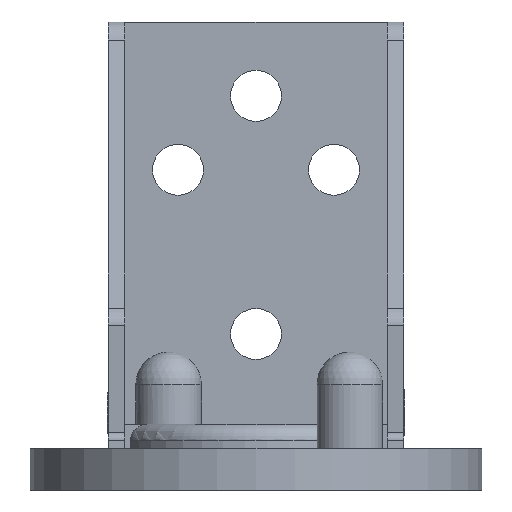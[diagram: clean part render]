
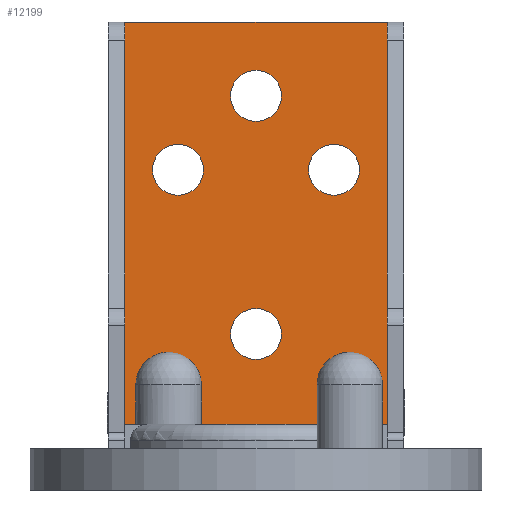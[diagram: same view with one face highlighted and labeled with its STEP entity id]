
A CAD part, front view. The second image highlights one B-rep face of the part: STEP entity #12199.
In plain terms, the highlighted planar face has unit normal (0, -1, 0).
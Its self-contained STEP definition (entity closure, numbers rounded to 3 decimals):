
#79=FACE_BOUND('',#1750,.T.);
#80=FACE_BOUND('',#1751,.T.);
#81=FACE_BOUND('',#1752,.T.);
#82=FACE_BOUND('',#1753,.T.);
#403=CIRCLE('',#12909,3.1);
#405=CIRCLE('',#12912,3.1);
#407=CIRCLE('',#12915,3.1);
#408=CIRCLE('',#12917,3.1);
#1087=FACE_OUTER_BOUND('',#1749,.T.);
#1749=EDGE_LOOP('',(#10388,#10389,#10390,#10391));
#1750=EDGE_LOOP('',(#10392));
#1751=EDGE_LOOP('',(#10393));
#1752=EDGE_LOOP('',(#10394));
#1753=EDGE_LOOP('',(#10395));
#3086=LINE('',#20453,#4435);
#3099=LINE('',#20487,#4448);
#3105=LINE('',#20499,#4454);
#3118=LINE('',#20547,#4467);
#4435=VECTOR('',#15956,10.);
#4448=VECTOR('',#15993,10.);
#4454=VECTOR('',#16003,10.);
#4467=VECTOR('',#16048,10.);
#5399=VERTEX_POINT('',#20067);
#5401=VERTEX_POINT('',#20073);
#5403=VERTEX_POINT('',#20079);
#5404=VERTEX_POINT('',#20083);
#5527=VERTEX_POINT('',#20450);
#5528=VERTEX_POINT('',#20452);
#5537=VERTEX_POINT('',#20486);
#5541=VERTEX_POINT('',#20498);
#6940=EDGE_CURVE('',#5399,#5399,#403,.T.);
#6943=EDGE_CURVE('',#5401,#5401,#405,.T.);
#6946=EDGE_CURVE('',#5403,#5403,#407,.T.);
#6948=EDGE_CURVE('',#5404,#5404,#408,.T.);
#7132=EDGE_CURVE('',#5528,#5527,#3086,.T.);
#7149=EDGE_CURVE('',#5537,#5528,#3099,.T.);
#7155=EDGE_CURVE('',#5541,#5537,#3105,.T.);
#7180=EDGE_CURVE('',#5541,#5527,#3118,.T.);
#10388=ORIENTED_EDGE('',*,*,#7155,.T.);
#10389=ORIENTED_EDGE('',*,*,#7149,.T.);
#10390=ORIENTED_EDGE('',*,*,#7132,.T.);
#10391=ORIENTED_EDGE('',*,*,#7180,.F.);
#10392=ORIENTED_EDGE('',*,*,#6940,.T.);
#10393=ORIENTED_EDGE('',*,*,#6943,.T.);
#10394=ORIENTED_EDGE('',*,*,#6946,.T.);
#10395=ORIENTED_EDGE('',*,*,#6948,.T.);
#11001=PLANE('',#13062);
#12199=ADVANCED_FACE('',(#1087,#79,#80,#81,#82),#11001,.T.);
#12909=AXIS2_PLACEMENT_3D('',#20069,#15589,#15590);
#12912=AXIS2_PLACEMENT_3D('',#20075,#15596,#15597);
#12915=AXIS2_PLACEMENT_3D('',#20081,#15603,#15604);
#12917=AXIS2_PLACEMENT_3D('',#20085,#15608,#15609);
#13062=AXIS2_PLACEMENT_3D('',#20579,#16075,#16076);
#15589=DIRECTION('center_axis',(0.,1.,0.));
#15590=DIRECTION('ref_axis',(-1.,0.,0.));
#15596=DIRECTION('center_axis',(0.,1.,0.));
#15597=DIRECTION('ref_axis',(-1.,0.,0.));
#15603=DIRECTION('center_axis',(0.,1.,0.));
#15604=DIRECTION('ref_axis',(-1.,0.,0.));
#15608=DIRECTION('center_axis',(0.,1.,0.));
#15609=DIRECTION('ref_axis',(-1.,0.,0.));
#15956=DIRECTION('',(0.,0.,-1.));
#15993=DIRECTION('',(-1.,0.,0.));
#16003=DIRECTION('',(0.,0.,1.));
#16048=DIRECTION('',(-1.,0.,0.));
#16075=DIRECTION('center_axis',(0.,-1.,0.));
#16076=DIRECTION('ref_axis',(0.,0.,-1.));
#20067=CARTESIAN_POINT('',(3.1,45.,19.));
#20069=CARTESIAN_POINT('Origin',(0.,45.,19.));
#20073=CARTESIAN_POINT('',(-6.4,45.,39.));
#20075=CARTESIAN_POINT('Origin',(-9.5,45.,39.));
#20079=CARTESIAN_POINT('',(12.6,45.,39.));
#20081=CARTESIAN_POINT('Origin',(9.5,45.,39.));
#20083=CARTESIAN_POINT('',(3.1,45.,48.));
#20085=CARTESIAN_POINT('Origin',(0.,45.,48.));
#20450=CARTESIAN_POINT('',(-16.,45.,2.));
#20452=CARTESIAN_POINT('',(-16.,45.,57.));
#20453=CARTESIAN_POINT('',(-16.,45.,9.56));
#20486=CARTESIAN_POINT('',(16.,45.,57.));
#20487=CARTESIAN_POINT('',(18.,45.,57.));
#20498=CARTESIAN_POINT('',(16.,45.,2.));
#20499=CARTESIAN_POINT('',(16.,45.,9.56));
#20547=CARTESIAN_POINT('',(9.,45.,2.));
#20579=CARTESIAN_POINT('Origin',(18.,45.,0.));
